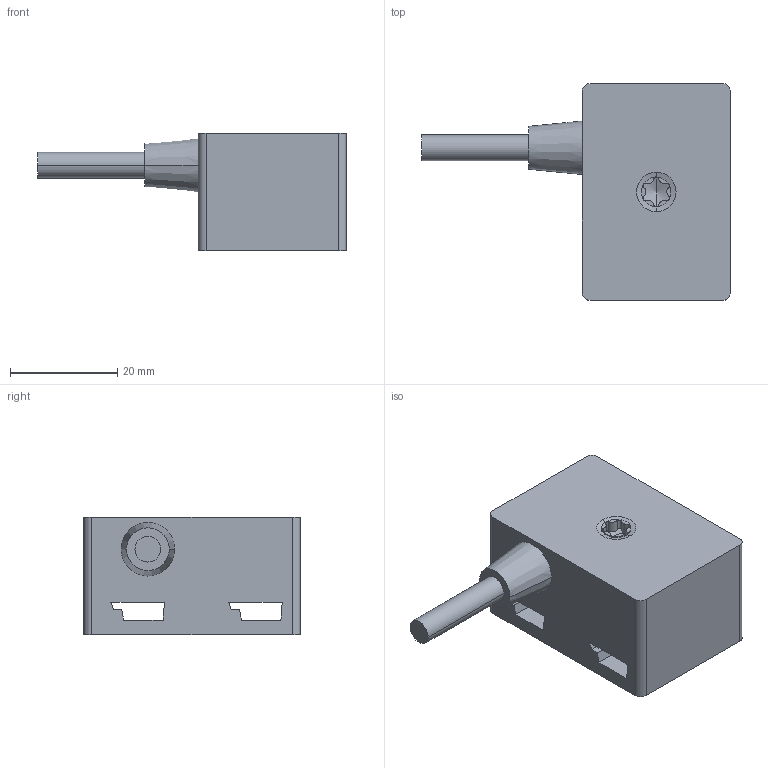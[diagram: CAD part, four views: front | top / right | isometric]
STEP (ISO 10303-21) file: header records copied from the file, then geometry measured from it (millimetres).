
FILE_DESCRIPTION((''),'2;1');
FILE_NAME('ASM0007_SW0003','2012-02-02T',('dhelisch'),(''),'PRO/ENGINEER BY PARAMETRIC TECHNOLOGY CORPORATION, 2007250','PRO/ENGINEER BY PARAMETRIC TECHNOLOGY CORPORATION, 2007250','');
FILE_SCHEMA(('CONFIG_CONTROL_DESIGN'));
Length unit declared in the file: millimetre
Products named in the file (1): ASM0007_SW0003
Bounding box: 57.7 x 40.5 x 22 mm (x, y, z)
Volume: 23979.6 mm3; surface area: 7131.6 mm2
Topology: 1 solids, 1 shells, 59 faces, 162 edges, 107 vertices
Faces by surface type: plane 27, cylinder 26, cone 6
Entity records: 2522 total; most frequent: CARTESIAN_POINT 642, ORIENTED_EDGE 320, DIRECTION 308, EDGE_CURVE 160, AXIS2_PLACEMENT_3D 111, VERTEX_POINT 107, VECTOR 86, LINE 86
